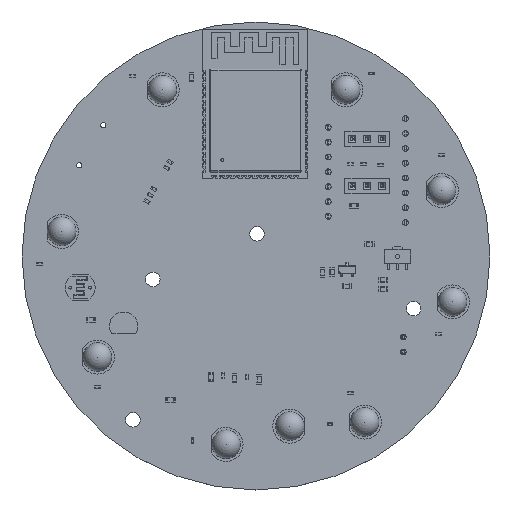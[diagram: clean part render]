
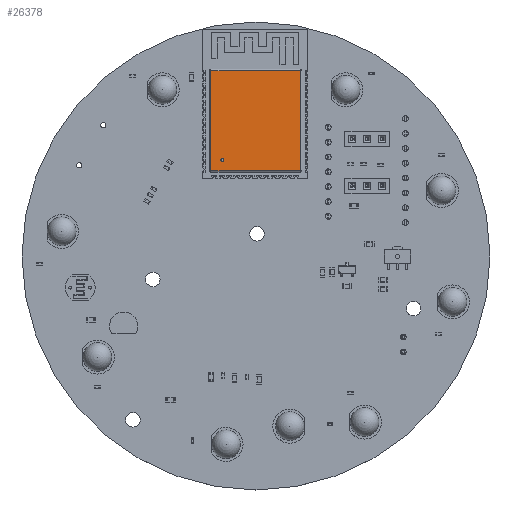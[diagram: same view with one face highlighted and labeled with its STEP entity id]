
A CAD part, top view. The second image highlights one B-rep face of the part: STEP entity #26378.
In plain terms, the highlighted planar face has unit normal (0, 0, 1).
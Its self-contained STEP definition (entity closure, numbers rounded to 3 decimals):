
#26202 = VERTEX_POINT('',#26203);
#26203 = CARTESIAN_POINT('',(-7.55,5.65,3.1));
#26210 = EDGE_CURVE('',#26202,#26211,#26213,.T.);
#26211 = VERTEX_POINT('',#26212);
#26212 = CARTESIAN_POINT('',(7.75,5.65,3.1));
#26213 = LINE('',#26214,#26215);
#26214 = CARTESIAN_POINT('',(-7.8,5.65,3.1));
#26215 = VECTOR('',#26216,1.);
#26216 = DIRECTION('',(1.,0.,0.));
#26378 = ADVANCED_FACE('',(#26379,#26404),#26415,.T.);
#26379 = FACE_BOUND('',#26380,.T.);
#26380 = EDGE_LOOP('',(#26381,#26391,#26397,#26398));
#26381 = ORIENTED_EDGE('',*,*,#26382,.F.);
#26382 = EDGE_CURVE('',#26383,#26385,#26387,.T.);
#26383 = VERTEX_POINT('',#26384);
#26384 = CARTESIAN_POINT('',(7.75,-11.45,3.1));
#26385 = VERTEX_POINT('',#26386);
#26386 = CARTESIAN_POINT('',(-7.55,-11.45,3.1));
#26387 = LINE('',#26388,#26389);
#26388 = CARTESIAN_POINT('',(8.,-11.45,3.1));
#26389 = VECTOR('',#26390,1.);
#26390 = DIRECTION('',(-1.,0.,0.));
#26391 = ORIENTED_EDGE('',*,*,#26392,.F.);
#26392 = EDGE_CURVE('',#26211,#26383,#26393,.T.);
#26393 = LINE('',#26394,#26395);
#26394 = CARTESIAN_POINT('',(7.75,5.9,3.1));
#26395 = VECTOR('',#26396,1.);
#26396 = DIRECTION('',(0.,-1.,0.));
#26397 = ORIENTED_EDGE('',*,*,#26210,.F.);
#26398 = ORIENTED_EDGE('',*,*,#26399,.F.);
#26399 = EDGE_CURVE('',#26385,#26202,#26400,.T.);
#26400 = LINE('',#26401,#26402);
#26401 = CARTESIAN_POINT('',(-7.55,-11.7,3.1));
#26402 = VECTOR('',#26403,1.);
#26403 = DIRECTION('',(0.,1.,0.));
#26404 = FACE_BOUND('',#26405,.T.);
#26405 = EDGE_LOOP('',(#26406));
#26406 = ORIENTED_EDGE('',*,*,#26407,.F.);
#26407 = EDGE_CURVE('',#26408,#26408,#26410,.T.);
#26408 = VERTEX_POINT('',#26409);
#26409 = CARTESIAN_POINT('',(-5.35,-9.6,3.1));
#26410 = CIRCLE('',#26411,0.25);
#26411 = AXIS2_PLACEMENT_3D('',#26412,#26413,#26414);
#26412 = CARTESIAN_POINT('',(-5.6,-9.6,3.1));
#26413 = DIRECTION('',(0.,0.,1.));
#26414 = DIRECTION('',(1.,0.,-0.));
#26415 = PLANE('',#26416);
#26416 = AXIS2_PLACEMENT_3D('',#26417,#26418,#26419);
#26417 = CARTESIAN_POINT('',(0.1,-2.9,3.1));
#26418 = DIRECTION('',(0.,0.,1.));
#26419 = DIRECTION('',(1.,0.,-0.));
